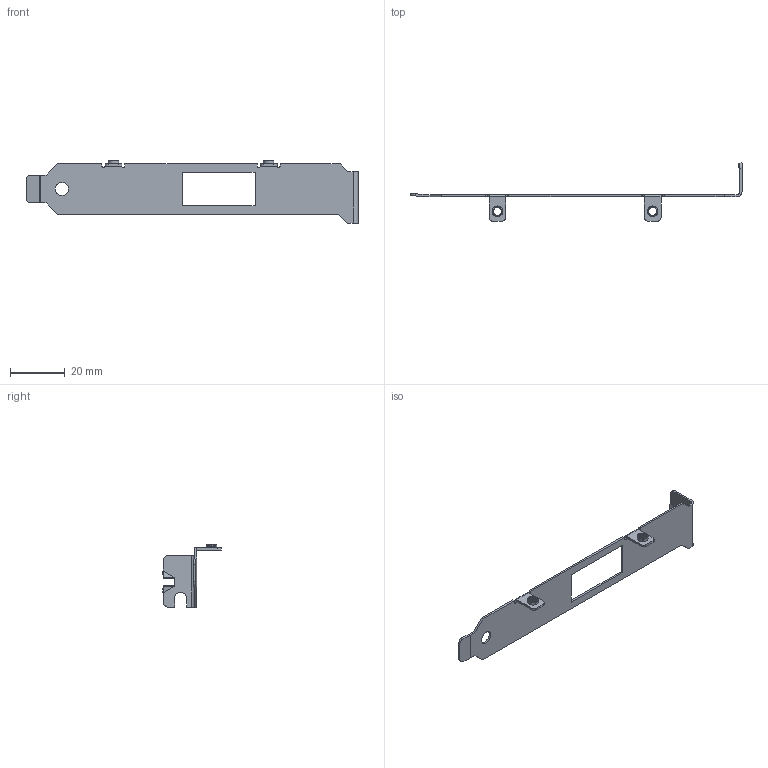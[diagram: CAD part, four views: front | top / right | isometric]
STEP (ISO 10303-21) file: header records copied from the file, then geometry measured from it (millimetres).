
FILE_DESCRIPTION (( 'STEP AP214' ), '1' );
FILE_NAME ('9202-1.STEP', '2007-12-11T19:50:39', ( 'Richard Maletta' ), ( '' ), 'SwSTEP 2.0', 'SolidWorks 2007', '' );
FILE_SCHEMA (( 'AUTOMOTIVE_DESIGN' ));
Length unit declared in the file: inch
Products named in the file (1): 9202-1
Bounding box: 120.87 x 21.21 x 22.71 mm (x, y, z)
Volume: 1622.3 mm3; surface area: 4537.7 mm2
Topology: 1 solids, 1 shells, 226 faces, 597 edges, 386 vertices
Faces by surface type: plane 162, cylinder 60, bspline 4
Entity records: 7538 total; most frequent: CARTESIAN_POINT 1950, ORIENTED_EDGE 1194, DIRECTION 1097, EDGE_CURVE 597, VECTOR 467, LINE 467, VERTEX_POINT 386, AXIS2_PLACEMENT_3D 315
